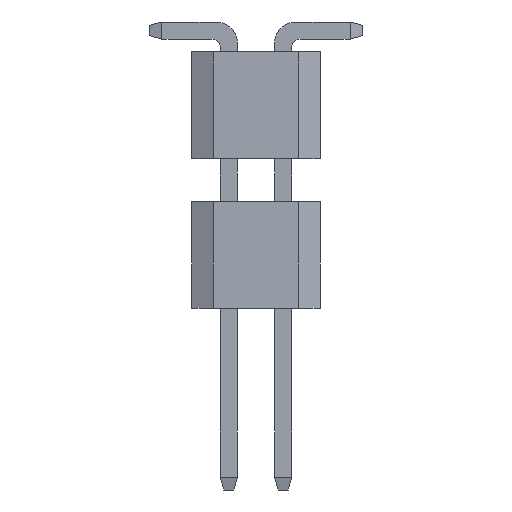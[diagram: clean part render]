
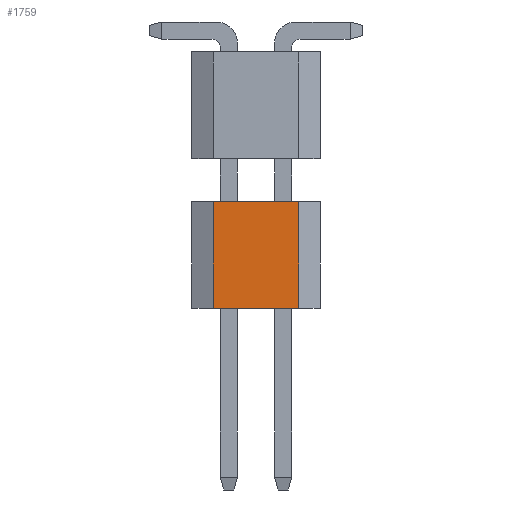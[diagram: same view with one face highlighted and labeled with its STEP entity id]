
A CAD part, left-side view. The second image highlights one B-rep face of the part: STEP entity #1759.
In plain terms, the highlighted planar face has unit normal (-1, 0, 0).
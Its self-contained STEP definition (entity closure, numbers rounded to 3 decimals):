
#41 = VERTEX_POINT ( 'NONE', #10099 ) ;
#858 = PLANE ( 'NONE',  #9524 ) ;
#1233 = EDGE_LOOP ( 'NONE', ( #5960, #11667, #13740, #8400 ) ) ;
#1759 = ADVANCED_FACE ( 'NONE', ( #12781 ), #858, .F. ) ;
#1952 = LINE ( 'NONE', #8792, #4647 ) ;
#2155 = LINE ( 'NONE', #15075, #3161 ) ;
#2170 = DIRECTION ( 'NONE',  ( 1., 0., 0. ) ) ;
#3161 = VECTOR ( 'NONE', #4303, 1000. ) ;
#3817 = DIRECTION ( 'NONE',  ( 0., 0., 1. ) ) ;
#4101 = CARTESIAN_POINT ( 'NONE',  ( 5.08, -1., 2.5 ) ) ;
#4303 = DIRECTION ( 'NONE',  ( 0., -1., 0. ) ) ;
#4647 = VECTOR ( 'NONE', #13557, 1000. ) ;
#5960 = ORIENTED_EDGE ( 'NONE', *, *, #6745, .F. ) ;
#6042 = LINE ( 'NONE', #13271, #7054 ) ;
#6745 = EDGE_CURVE ( 'NONE', #41, #10931, #2155, .T. ) ;
#6905 = LINE ( 'NONE', #11597, #10140 ) ;
#7054 = VECTOR ( 'NONE', #3817, 1000. ) ;
#7553 = VERTEX_POINT ( 'NONE', #9958 ) ;
#8400 = ORIENTED_EDGE ( 'NONE', *, *, #13221, .T. ) ;
#8620 = VERTEX_POINT ( 'NONE', #12535 ) ;
#8792 = CARTESIAN_POINT ( 'NONE',  ( 5.08, 1., 0. ) ) ;
#9111 = EDGE_CURVE ( 'NONE', #8620, #7553, #6905, .T. ) ;
#9524 = AXIS2_PLACEMENT_3D ( 'NONE', #12698, #2170, #10234 ) ;
#9663 = DIRECTION ( 'NONE',  ( 0., -1., 0. ) ) ;
#9958 = CARTESIAN_POINT ( 'NONE',  ( 5.08, -1., 0. ) ) ;
#10099 = CARTESIAN_POINT ( 'NONE',  ( 5.08, 1., 2.5 ) ) ;
#10140 = VECTOR ( 'NONE', #9663, 1000. ) ;
#10234 = DIRECTION ( 'NONE',  ( 0., 1., 0. ) ) ;
#10931 = VERTEX_POINT ( 'NONE', #4101 ) ;
#11597 = CARTESIAN_POINT ( 'NONE',  ( 5.08, 0., 0. ) ) ;
#11667 = ORIENTED_EDGE ( 'NONE', *, *, #15138, .F. ) ;
#12535 = CARTESIAN_POINT ( 'NONE',  ( 5.08, 1., 0. ) ) ;
#12698 = CARTESIAN_POINT ( 'NONE',  ( 5.08, 8.828, 24.75 ) ) ;
#12781 = FACE_OUTER_BOUND ( 'NONE', #1233, .T. ) ;
#13221 = EDGE_CURVE ( 'NONE', #7553, #10931, #6042, .T. ) ;
#13271 = CARTESIAN_POINT ( 'NONE',  ( 5.08, -1., 0. ) ) ;
#13557 = DIRECTION ( 'NONE',  ( 0., 0., 1. ) ) ;
#13740 = ORIENTED_EDGE ( 'NONE', *, *, #9111, .T. ) ;
#15075 = CARTESIAN_POINT ( 'NONE',  ( 5.08, 0., 2.5 ) ) ;
#15138 = EDGE_CURVE ( 'NONE', #8620, #41, #1952, .T. ) ;
